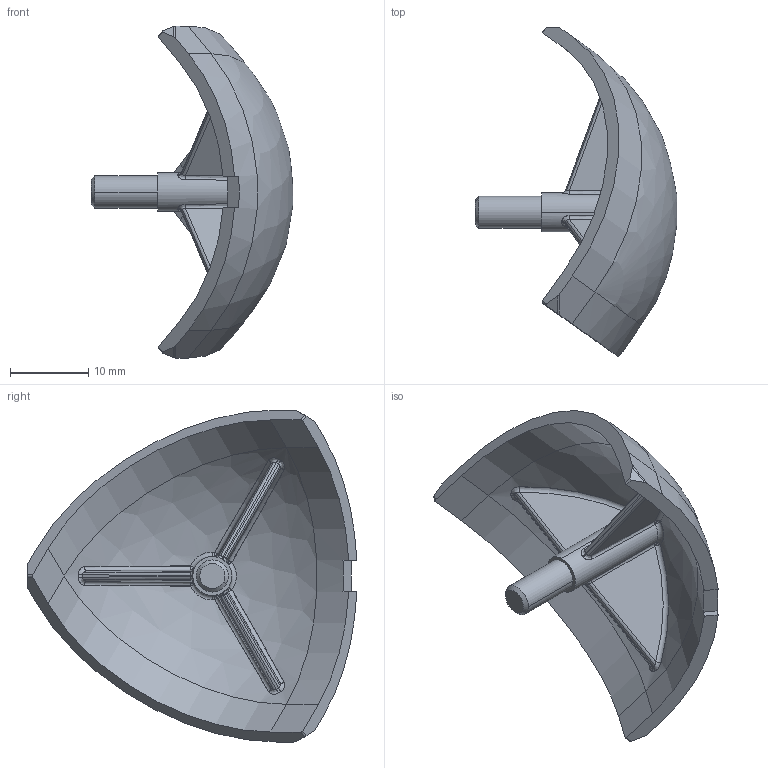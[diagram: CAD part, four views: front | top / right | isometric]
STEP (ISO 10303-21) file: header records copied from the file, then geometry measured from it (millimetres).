
FILE_DESCRIPTION(('STEP AP214'),'1');
FILE_NAME('fath_093wea301b.stp','2017-10-09T07:27:18',('TraceParts'),('TraceParts S.A.'),'Spatial InterOp 3D',' ',' ');
FILE_SCHEMA(('automotive_design'));
Length unit declared in the file: millimetre
Products named in the file (1): fath_093wea301b
Bounding box: 25.79 x 42.15 x 42.43 mm (x, y, z)
Volume: 3633.6 mm3; surface area: 4234.1 mm2
Topology: 1 solids, 1 shells, 116 faces, 294 edges, 176 vertices
Faces by surface type: cylinder 28, plane 27, bspline 21, torus 20, sphere 18, cone 2
Entity records: 4941 total; most frequent: CARTESIAN_POINT 1347, ORIENTED_EDGE 576, DIRECTION 568, EDGE_CURVE 288, AXIS2_PLACEMENT_3D 247, VERTEX_POINT 176, CIRCLE 151, EDGE_LOOP 118
